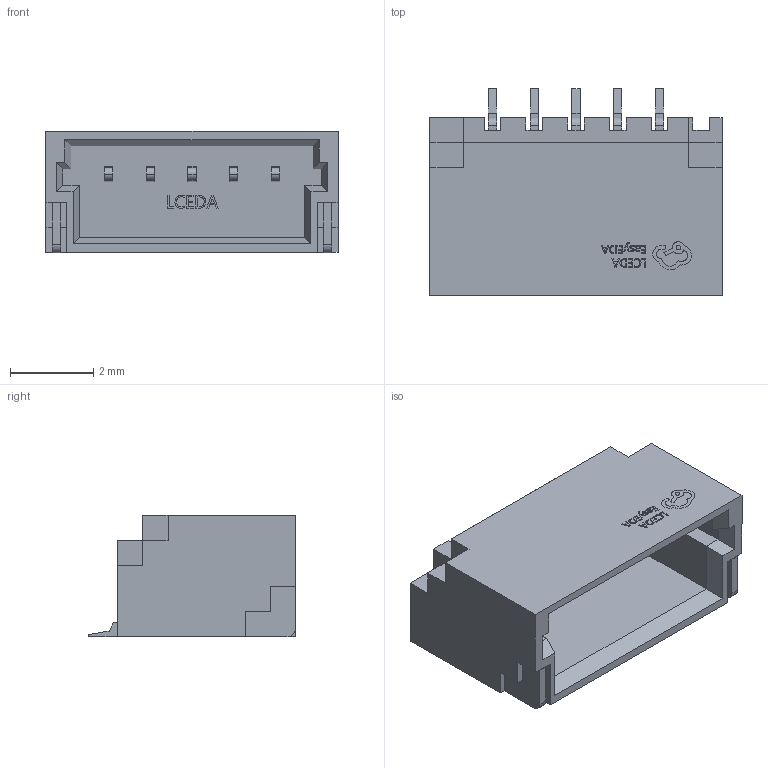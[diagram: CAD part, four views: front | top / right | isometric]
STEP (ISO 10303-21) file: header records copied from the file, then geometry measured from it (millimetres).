
FILE_DESCRIPTION (( 'STEP AP214' ), '1' );
FILE_NAME ('CONN-SMD_SR1.00-WS-5P.step', '2022-08-08T03:33:52', ( '' ), ( '' ), 'SwSTEP 2.0', 'SolidWorks 2020', '' );
FILE_SCHEMA (( 'AUTOMOTIVE_DESIGN' ));
Length unit declared in the file: millimetre
Products named in the file (1): CONN-SMD_SR1.00-WS-5P
Bounding box: 7 x 4.95 x 2.91 mm (x, y, z)
Volume: 44 mm3; surface area: 204.2 mm2
Topology: 14 solids, 14 shells, 477 faces, 1276 edges, 840 vertices
Faces by surface type: plane 348, bspline 112, cylinder 17
Entity records: 21282 total; most frequent: CARTESIAN_POINT 4698, ORIENTED_EDGE 2552, DIRECTION 1814, EDGE_CURVE 1276, LINE 1014, VECTOR 1014, VERTEX_POINT 840, EDGE_LOOP 502
